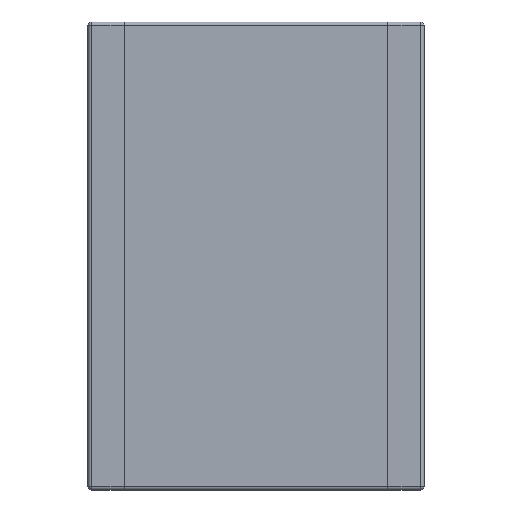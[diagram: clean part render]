
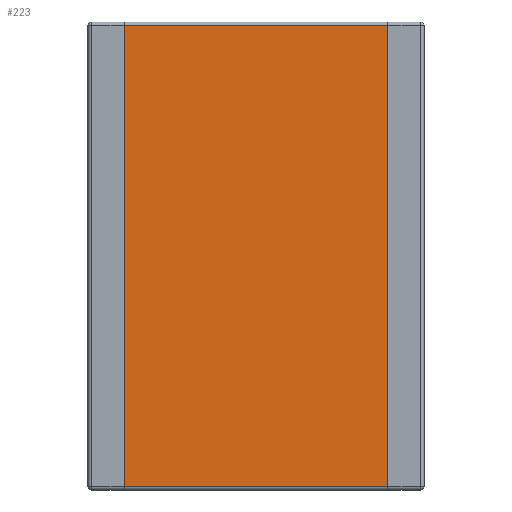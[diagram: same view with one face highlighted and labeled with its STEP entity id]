
A CAD part, front view. The second image highlights one B-rep face of the part: STEP entity #223.
In plain terms, the highlighted planar face has unit normal (0, -1, 0).
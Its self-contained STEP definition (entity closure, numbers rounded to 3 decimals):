
#92 = VERTEX_POINT ( 'NONE', #663 ) ;
#107 = VERTEX_POINT ( 'NONE', #737 ) ;
#204 = EDGE_CURVE ( 'NONE', #92, #107, #1036, .T. ) ;
#223 = ADVANCED_FACE ( 'NONE', ( #1087 ), #1131, .T. ) ;
#224 = EDGE_LOOP ( 'NONE', ( #225, #226, #283, #279 ) ) ;
#225 = ORIENTED_EDGE ( 'NONE', *, *, #277, .F. ) ;
#226 = ORIENTED_EDGE ( 'NONE', *, *, #227, .T. ) ;
#227 = EDGE_CURVE ( 'NONE', #290, #338, #1126, .T. ) ;
#277 = EDGE_CURVE ( 'NONE', #290, #107, #1343, .T. ) ;
#279 = ORIENTED_EDGE ( 'NONE', *, *, #204, .T. ) ;
#283 = ORIENTED_EDGE ( 'NONE', *, *, #337, .F. ) ;
#290 = VERTEX_POINT ( 'NONE', #1334 ) ;
#337 = EDGE_CURVE ( 'NONE', #92, #338, #1410, .T. ) ;
#338 = VERTEX_POINT ( 'NONE', #1458 ) ;
#663 = CARTESIAN_POINT ( 'NONE',  ( 1.8, 0., 3.15 ) ) ;
#737 = CARTESIAN_POINT ( 'NONE',  ( -1.8, 0., 3.15 ) ) ;
#1033 = DIRECTION ( 'NONE',  ( -1., 0., 0. ) ) ;
#1034 = VECTOR ( 'NONE', #1033, 1000. ) ;
#1035 = CARTESIAN_POINT ( 'NONE',  ( -2.3, 0., 3.15 ) ) ;
#1036 = LINE ( 'NONE', #1035, #1034 ) ;
#1087 = FACE_OUTER_BOUND ( 'NONE', #224, .T. ) ;
#1123 = DIRECTION ( 'NONE',  ( 1., 0., 0. ) ) ;
#1124 = VECTOR ( 'NONE', #1123, 1000. ) ;
#1125 = CARTESIAN_POINT ( 'NONE',  ( 2.3, 0., -3.15 ) ) ;
#1126 = LINE ( 'NONE', #1125, #1124 ) ;
#1127 = DIRECTION ( 'NONE',  ( 0., 0., -1. ) ) ;
#1128 = DIRECTION ( 'NONE',  ( 0., -1., 0. ) ) ;
#1129 = CARTESIAN_POINT ( 'NONE',  ( 2.3, 0., -3.2 ) ) ;
#1130 = AXIS2_PLACEMENT_3D ( 'NONE', #1129, #1128, #1127 ) ;
#1131 = PLANE ( 'NONE',  #1130 ) ;
#1334 = CARTESIAN_POINT ( 'NONE',  ( -1.8, 0., -3.15 ) ) ;
#1340 = DIRECTION ( 'NONE',  ( 0., 0., 1. ) ) ;
#1341 = VECTOR ( 'NONE', #1340, 1000. ) ;
#1342 = CARTESIAN_POINT ( 'NONE',  ( -1.8, 0., -3.2 ) ) ;
#1343 = LINE ( 'NONE', #1342, #1341 ) ;
#1409 = CARTESIAN_POINT ( 'NONE',  ( 1.8, 0., -3.2 ) ) ;
#1410 = LINE ( 'NONE', #1409, #1460 ) ;
#1458 = CARTESIAN_POINT ( 'NONE',  ( 1.8, 0., -3.15 ) ) ;
#1459 = DIRECTION ( 'NONE',  ( 0., 0., -1. ) ) ;
#1460 = VECTOR ( 'NONE', #1459, 1000. ) ;
